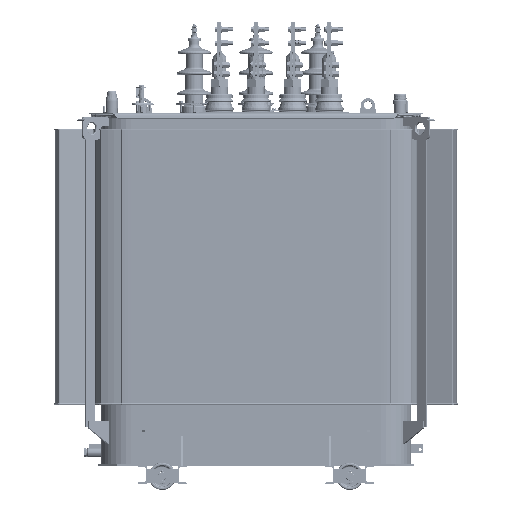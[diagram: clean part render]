
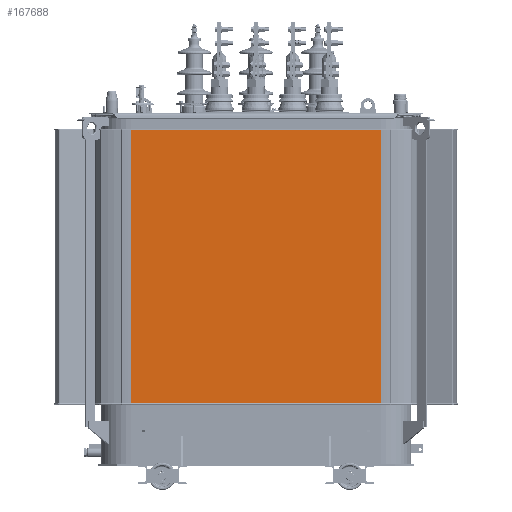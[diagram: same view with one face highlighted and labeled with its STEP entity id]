
A CAD part, front view. The second image highlights one B-rep face of the part: STEP entity #167688.
In plain terms, the highlighted planar face has unit normal (0, -1, 0).
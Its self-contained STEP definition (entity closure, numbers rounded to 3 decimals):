
#17681=LINE('',#339355,#28168);
#17682=LINE('',#339358,#28169);
#17683=LINE('',#339360,#28170);
#17684=LINE('',#339361,#28171);
#28168=VECTOR('',#224177,120.);
#28169=VECTOR('',#224180,109.2);
#28170=VECTOR('',#224181,109.2);
#28171=VECTOR('',#224182,120.);
#43381=FACE_OUTER_BOUND('',#56107,.T.);
#56107=EDGE_LOOP('',(#144860,#144861,#144862,#144863));
#78270=VERTEX_POINT('',#339351);
#78271=VERTEX_POINT('',#339353);
#78272=VERTEX_POINT('',#339357);
#78273=VERTEX_POINT('',#339359);
#100419=EDGE_CURVE('',#78270,#78271,#17681,.T.);
#100420=EDGE_CURVE('',#78270,#78272,#17682,.T.);
#100421=EDGE_CURVE('',#78273,#78271,#17683,.T.);
#100422=EDGE_CURVE('',#78272,#78273,#17684,.T.);
#144860=ORIENTED_EDGE('',*,*,#100420,.F.);
#144861=ORIENTED_EDGE('',*,*,#100419,.T.);
#144862=ORIENTED_EDGE('',*,*,#100421,.F.);
#144863=ORIENTED_EDGE('',*,*,#100422,.F.);
#149602=PLANE('',#183092);
#167688=ADVANCED_FACE('',(#43381),#149602,.T.);
#183092=AXIS2_PLACEMENT_3D('',#339356,#224178,#224179);
#224177=DIRECTION('',(0.,0.,1.));
#224178=DIRECTION('center_axis',(0.,-1.,0.));
#224179=DIRECTION('ref_axis',(1.,0.,0.));
#224180=DIRECTION('',(-1.,0.,0.));
#224181=DIRECTION('',(1.,0.,0.));
#224182=DIRECTION('',(0.,0.,1.));
#339351=CARTESIAN_POINT('',(54.6,-49.5,-126.));
#339353=CARTESIAN_POINT('',(54.6,-49.5,-6.));
#339355=CARTESIAN_POINT('',(54.6,-49.5,-126.));
#339356=CARTESIAN_POINT('Origin',(-54.6,-49.5,-126.));
#339357=CARTESIAN_POINT('',(-54.6,-49.5,-126.));
#339358=CARTESIAN_POINT('',(54.6,-49.5,-126.));
#339359=CARTESIAN_POINT('',(-54.6,-49.5,-6.));
#339360=CARTESIAN_POINT('',(0.,-49.5,-6.));
#339361=CARTESIAN_POINT('',(-54.6,-49.5,-126.));
